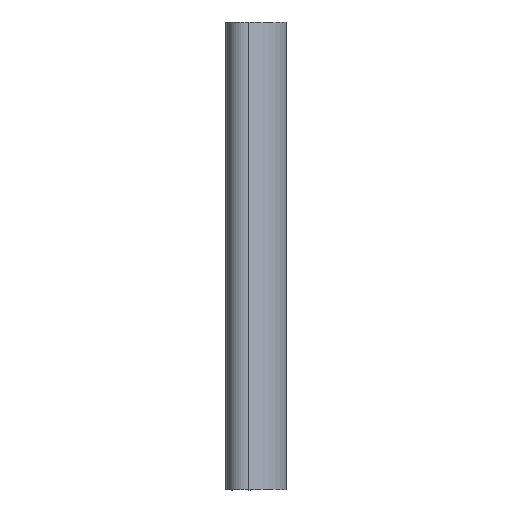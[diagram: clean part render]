
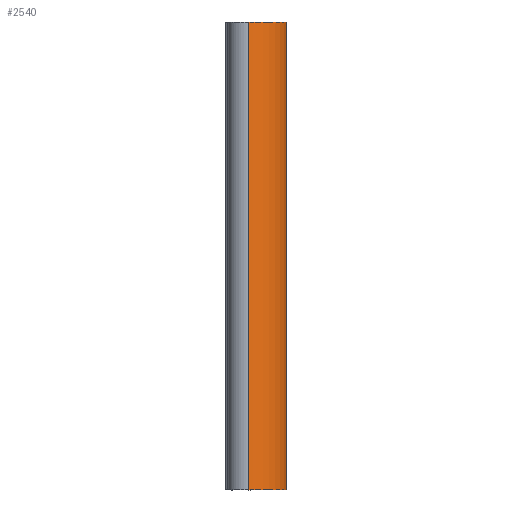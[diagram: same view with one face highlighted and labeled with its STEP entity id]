
A CAD part, top view. The second image highlights one B-rep face of the part: STEP entity #2540.
In plain terms, the highlighted free-form (B-spline) face has degree [1, 2] with [2, 3] control points.
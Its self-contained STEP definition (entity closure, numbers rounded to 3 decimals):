
#113=CARTESIAN_POINT('',(19.5,0.0,-17.013));
#114=VERTEX_POINT('',#113);
#130=CARTESIAN_POINT('',(3.426,0.0,-0.108));
#131=VERTEX_POINT('',#130);
#132=CARTESIAN_POINT('',(19.5,0.0,-17.013));
#133=CARTESIAN_POINT('',(16.436,0.0,-3.831));
#134=CARTESIAN_POINT('',(3.426,0.0,-0.108));
#142=(BOUNDED_CURVE()B_SPLINE_CURVE(2,(#132,#133,#134),.UNSPECIFIED.,.F.,.U.)CURVE()GEOMETRIC_REPRESENTATION_ITEM()QUASI_UNIFORM_CURVE()RATIONAL_B_SPLINE_CURVE((1.0,0.862,1.0))REPRESENTATION_ITEM(''));
#143=EDGE_CURVE('',#114,#131,#142,.T.);
#1335=CARTESIAN_POINT('',(3.426,200.0,-0.108));
#1336=VERTEX_POINT('',#1335);
#1352=CARTESIAN_POINT('',(19.5,200.0,-17.013));
#1353=VERTEX_POINT('',#1352);
#1354=CARTESIAN_POINT('',(19.5,200.0,-17.013));
#1355=CARTESIAN_POINT('',(16.436,200.0,-3.831));
#1356=CARTESIAN_POINT('',(3.426,200.0,-0.108));
#1364=(BOUNDED_CURVE()B_SPLINE_CURVE(2,(#1354,#1355,#1356),.UNSPECIFIED.,.F.,.U.)CURVE()GEOMETRIC_REPRESENTATION_ITEM()QUASI_UNIFORM_CURVE()RATIONAL_B_SPLINE_CURVE((1.0,0.862,1.0))REPRESENTATION_ITEM(''));
#1365=EDGE_CURVE('',#1353,#1336,#1364,.T.);
#2506=CARTESIAN_POINT('',(3.426,200.0,-0.108));
#2507=CARTESIAN_POINT('',(3.426,0.0,-0.108));
#2508=QUASI_UNIFORM_CURVE('',1,(#2506,#2507),.UNSPECIFIED.,.F.,.U.);
#2509=EDGE_CURVE('',#1336,#131,#2508,.T.);
#2516=CARTESIAN_POINT('',(2.823,205.0,0.056));
#2517=CARTESIAN_POINT('',(2.823,-5.125,0.056));
#2518=CARTESIAN_POINT('',(17.125,205.,-3.62));
#2519=CARTESIAN_POINT('',(17.125,-5.125,-3.62));
#2520=CARTESIAN_POINT('',(19.735,205.,-18.154));
#2521=CARTESIAN_POINT('',(19.735,-5.125,-18.154));
#2529=(BOUNDED_SURFACE()B_SPLINE_SURFACE(1,2,((#2516,#2518,#2520),(#2517,#2519,#2521)),.UNSPECIFIED.,.F.,.F.,.U.)B_SPLINE_SURFACE_WITH_KNOTS((2,2),(3,3),(0.0,210.125),(0.0,26.991),.UNSPECIFIED.)GEOMETRIC_REPRESENTATION_ITEM()RATIONAL_B_SPLINE_SURFACE(((1.0,0.838,0.992),(1.0,0.838,0.992)))REPRESENTATION_ITEM('')SURFACE());
#2530=ORIENTED_EDGE('',*,*,#143,.F.);
#2531=CARTESIAN_POINT('',(19.5,200.0,-17.013));
#2532=CARTESIAN_POINT('',(19.5,0.0,-17.013));
#2533=QUASI_UNIFORM_CURVE('',1,(#2531,#2532),.UNSPECIFIED.,.F.,.U.);
#2534=EDGE_CURVE('',#1353,#114,#2533,.T.);
#2535=ORIENTED_EDGE('',*,*,#2534,.F.);
#2536=ORIENTED_EDGE('',*,*,#1365,.T.);
#2537=ORIENTED_EDGE('',*,*,#2509,.T.);
#2538=EDGE_LOOP('',(#2530,#2535,#2536,#2537));
#2539=FACE_OUTER_BOUND('',#2538,.T.);
#2540=ADVANCED_FACE('',(#2539),#2529,.T.);
